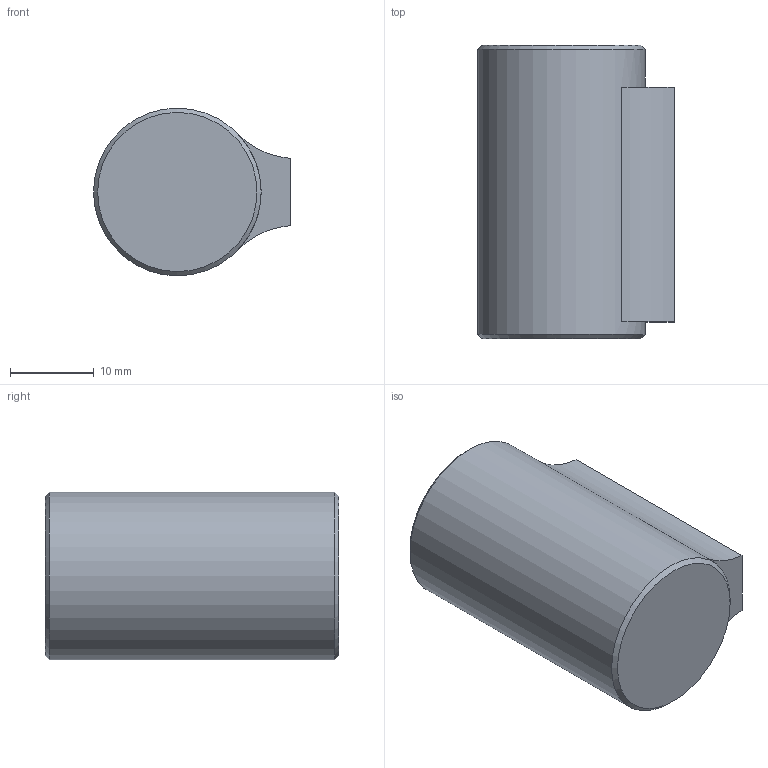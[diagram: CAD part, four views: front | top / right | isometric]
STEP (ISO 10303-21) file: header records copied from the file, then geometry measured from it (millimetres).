
FILE_DESCRIPTION(/* description */ (''),/* implementation_level */ '2;1');
FILE_NAME(/* name */ 'TPGC020018 B.stp',/* time_stamp */ '2025-11-05T12:52:16+01:00',/* author */ ('GS'),/* organization */ (''),/* preprocessor_version */ 'ST-DEVELOPER v18.1',/* originating_system */ 'Autodesk Inventor 2021',/* authorisation */ '');
FILE_SCHEMA (('AUTOMOTIVE_DESIGN { 1 0 10303 214 3 1 1 }'));
Length unit declared in the file: millimetre
Products named in the file (1): M56335_Customer
Bounding box: 23.5 x 35 x 20 mm (x, y, z)
Volume: 7318.9 mm3; surface area: 5572.5 mm2
Topology: 2 solids, 2 shells, 43 faces, 102 edges, 66 vertices
Faces by surface type: cone 14, cylinder 14, plane 12, torus 3
Full cylindrical faces by diameter (mm): 2 x2, 2.5 x2, 4.134 x2, 4.917 x1, 14 x1, 14.917 x1, 16 x1, 16.3 x1, 20 x1
Entity records: 1409 total; most frequent: CARTESIAN_POINT 279, DIRECTION 239, ORIENTED_EDGE 198, AXIS2_PLACEMENT_3D 102, EDGE_CURVE 99, VERTEX_POINT 66, CIRCLE 58, EDGE_LOOP 53
